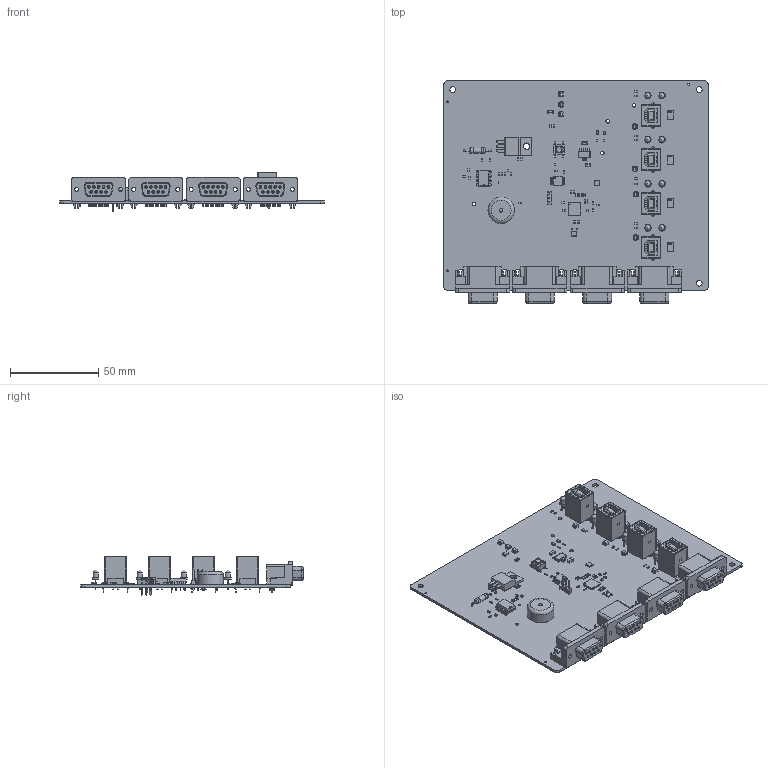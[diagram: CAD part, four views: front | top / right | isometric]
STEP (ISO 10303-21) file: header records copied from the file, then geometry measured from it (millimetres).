
FILE_DESCRIPTION(('KiCad electronic assembly'),'2;1');
FILE_NAME('RP_port_tester_v0.step','2025-10-17T13:21:29',('Pcbnew'),( 'Kicad'),'Open CASCADE STEP processor 7.6','KiCad to STEP converter' ,'Unknown');
FILE_SCHEMA(('AUTOMOTIVE_DESIGN { 1 0 10303 214 1 1 1 1 }'));
Length unit declared in the file: millimetre
Products named in the file (27): RP_port_tester_v0 1; R_0603_1608Metric; C_0603_1608Metric; LED_D3.0mm; SW_SPST_PTS645Sx43SMTR92; D_SMB; 2301844-1; D_0805_2012Metric; SOT-23-5; SOIC-8_5.3x5.3mm_P1.27mm; QFN-16-1EP_3x3mm_P0.5mm_EP1.7x1.7mm; 61400413321; Cover; Inner; pin; C_1206_3216Metric; DIP-8_W7.62mm; Buzzer_15x7.5RM7.6; TO-220-3_Horizontal_TabDown; QFN-56-1EP_7x7mm_P0.4mm_EP3.2x3.2mm; C_0402_1005Metric; SOT-23-6; Crystal_SMD_Abracon_ABM8G-4Pin_3.2x2.5mm; SOT-223; R_Axial_DIN0309_L9.0mm_D3.2mm_P15.24mm_Horizontal; PinHeader_1x03_P2.54mm_Vertical; RP_port_tester_v0_PCB
Assembly tree (98 placements, depth 3):
  RP_port_tester_v0 1
    R_0603_1608Metric  x28
    C_0603_1608Metric  x17
    LED_D3.0mm  x8
    SW_SPST_PTS645Sx43SMTR92
    D_SMB  x4
    2301844-1  x4
    D_0805_2012Metric  x2
    SOT-23-5  x3
    SOIC-8_5.3x5.3mm_P1.27mm
    QFN-16-1EP_3x3mm_P0.5mm_EP1.7x1.7mm
    61400413321  x4
      Cover
      Inner
      pin
    C_1206_3216Metric  x3
    DIP-8_W7.62mm
    Buzzer_15x7.5RM7.6
    TO-220-3_Horizontal_TabDown
    QFN-56-1EP_7x7mm_P0.4mm_EP3.2x3.2mm
    C_0402_1005Metric  x3
    SOT-23-6  x4
    Crystal_SMD_Abracon_ABM8G-4Pin_3.2x2.5mm
    SOT-223
    R_Axial_DIN0309_L9.0mm_D3.2mm_P15.24mm_Horizontal
    PinHeader_1x03_P2.54mm_Vertical
    RP_port_tester_v0_PCB
Bounding box: 150 x 126.32 x 22.71 mm (x, y, z)
Volume: 54100 mm3; surface area: 66199 mm2
Topology: 112 solids, 112 shells, 6126 faces, 16444 edges, 10680 vertices
Faces by surface type: plane 4280, cylinder 1477, bspline 236, cone 72, revolution 28, sphere 24, torus 9
Full cylindrical faces by diameter (mm): 0.2 x9, 0.4 x1, 0.7 x8, 0.8 x10, 0.9 x18, 0.92 x16, 1 x41, 1.1 x3, 1.152 x3, 2 x5, 2.3 x8, 2.88 x1, 3 x8, 3.2 x5, 3.3 x8, 3.5 x2, 3.6 x1, 3.735 x1, 15 x1
Entity records: 70135 total; most frequent: CARTESIAN_POINT 13313, ORIENTED_EDGE 11890, DIRECTION 11093, EDGE_CURVE 5946, LINE 4831, VECTOR 4831, VERTEX_POINT 3859, AXIS2_PLACEMENT_3D 3126
